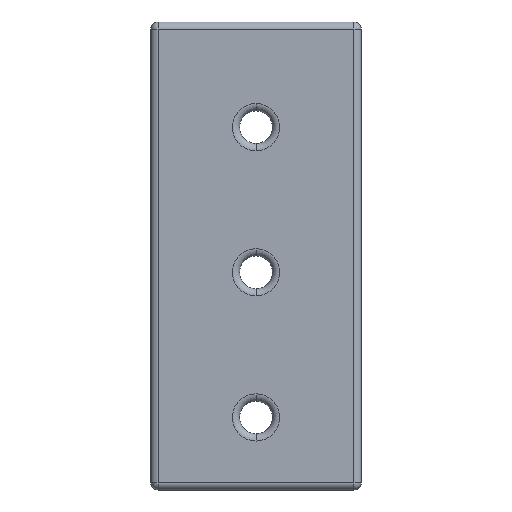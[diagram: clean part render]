
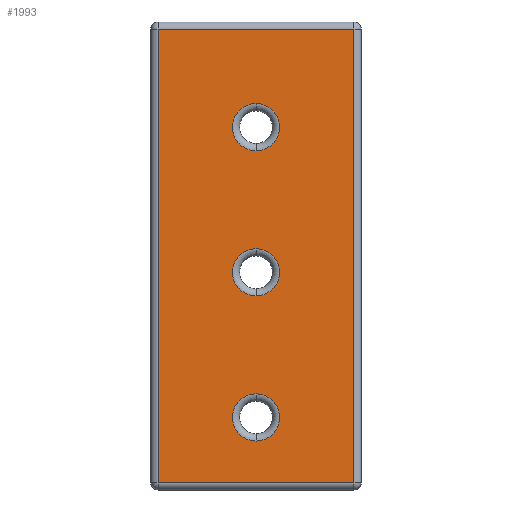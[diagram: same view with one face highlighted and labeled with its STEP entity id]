
A CAD part, front view. The second image highlights one B-rep face of the part: STEP entity #1993.
In plain terms, the highlighted planar face has unit normal (0, -1, 0).
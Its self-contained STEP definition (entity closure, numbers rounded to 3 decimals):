
#15 = ORIENTED_EDGE ( 'NONE', *, *, #2357, .T. ) ;
#31 = DIRECTION ( 'NONE',  ( 0., 0., 1. ) ) ;
#104 = CARTESIAN_POINT ( 'NONE',  ( -10., -4.5, -30. ) ) ;
#112 = CIRCLE ( 'NONE', #2783, 3.25 ) ;
#122 = DIRECTION ( 'NONE',  ( 0., 0., 1. ) ) ;
#139 = CARTESIAN_POINT ( 'NONE',  ( -10., -4.5, -10. ) ) ;
#140 = CARTESIAN_POINT ( 'NONE',  ( -10., -4.5, -13.25 ) ) ;
#195 = DIRECTION ( 'NONE',  ( 0., 0., -1. ) ) ;
#253 = VERTEX_POINT ( 'NONE', #140 ) ;
#308 = EDGE_CURVE ( 'NONE', #1881, #253, #687, .T. ) ;
#359 = DIRECTION ( 'NONE',  ( 0., 0., 1. ) ) ;
#362 = DIRECTION ( 'NONE',  ( 0., 1., 0. ) ) ;
#377 = DIRECTION ( 'NONE',  ( 0., 1., 0. ) ) ;
#482 = CARTESIAN_POINT ( 'NONE',  ( 3.5, -4.5, -59. ) ) ;
#499 = VECTOR ( 'NONE', #3198, 1000. ) ;
#544 = CARTESIAN_POINT ( 'NONE',  ( 3.5, -4.5, 3.5 ) ) ;
#604 = CARTESIAN_POINT ( 'NONE',  ( 0., -4.5, 0. ) ) ;
#616 = DIRECTION ( 'NONE',  ( 0., 0., 1. ) ) ;
#622 = CARTESIAN_POINT ( 'NONE',  ( -10., -4.5, -26.75 ) ) ;
#637 = CARTESIAN_POINT ( 'NONE',  ( 3.5, -4.5, 0. ) ) ;
#672 = LINE ( 'NONE', #3107, #1978 ) ;
#687 = CIRCLE ( 'NONE', #3226, 3.25 ) ;
#697 = CARTESIAN_POINT ( 'NONE',  ( -10., -4.5, -53.25 ) ) ;
#725 = VERTEX_POINT ( 'NONE', #697 ) ;
#733 = CARTESIAN_POINT ( 'NONE',  ( -10., -4.5, -50. ) ) ;
#783 = EDGE_CURVE ( 'NONE', #1616, #2730, #2751, .T. ) ;
#803 = FACE_BOUND ( 'NONE', #3284, .T. ) ;
#871 = DIRECTION ( 'NONE',  ( 0., 0., 1. ) ) ;
#894 = CARTESIAN_POINT ( 'NONE',  ( -10., -4.5, -10. ) ) ;
#1112 = VERTEX_POINT ( 'NONE', #544 ) ;
#1116 = ORIENTED_EDGE ( 'NONE', *, *, #2865, .T. ) ;
#1164 = ORIENTED_EDGE ( 'NONE', *, *, #1583, .T. ) ;
#1173 = ORIENTED_EDGE ( 'NONE', *, *, #3189, .T. ) ;
#1176 = AXIS2_PLACEMENT_3D ( 'NONE', #604, #362, #616 ) ;
#1189 = AXIS2_PLACEMENT_3D ( 'NONE', #733, #2879, #2892 ) ;
#1203 = LINE ( 'NONE', #1224, #499 ) ;
#1224 = CARTESIAN_POINT ( 'NONE',  ( 0., -4.5, 3.5 ) ) ;
#1277 = CIRCLE ( 'NONE', #1434, 3.25 ) ;
#1299 = AXIS2_PLACEMENT_3D ( 'NONE', #894, #377, #871 ) ;
#1308 = EDGE_LOOP ( 'NONE', ( #15, #1590 ) ) ;
#1315 = EDGE_CURVE ( 'NONE', #2921, #725, #2949, .T. ) ;
#1363 = VECTOR ( 'NONE', #122, 1000. ) ;
#1422 = CARTESIAN_POINT ( 'NONE',  ( -10., -4.5, -6.75 ) ) ;
#1434 = AXIS2_PLACEMENT_3D ( 'NONE', #3119, #1576, #31 ) ;
#1437 = DIRECTION ( 'NONE',  ( 0., 1., 0. ) ) ;
#1444 = LINE ( 'NONE', #637, #1363 ) ;
#1488 = CIRCLE ( 'NONE', #2227, 3.25 ) ;
#1576 = DIRECTION ( 'NONE',  ( 0., 1., 0. ) ) ;
#1583 = EDGE_CURVE ( 'NONE', #253, #1881, #1600, .T. ) ;
#1590 = ORIENTED_EDGE ( 'NONE', *, *, #3208, .T. ) ;
#1600 = CIRCLE ( 'NONE', #1299, 3.25 ) ;
#1616 = VERTEX_POINT ( 'NONE', #2520 ) ;
#1625 = EDGE_LOOP ( 'NONE', ( #1173, #2790, #1792, #2775 ) ) ;
#1712 = VERTEX_POINT ( 'NONE', #3166 ) ;
#1714 = EDGE_CURVE ( 'NONE', #1112, #1616, #1203, .T. ) ;
#1792 = ORIENTED_EDGE ( 'NONE', *, *, #1714, .T. ) ;
#1881 = VERTEX_POINT ( 'NONE', #1422 ) ;
#1913 = DIRECTION ( 'NONE',  ( 0., 1., 0. ) ) ;
#1937 = ORIENTED_EDGE ( 'NONE', *, *, #308, .T. ) ;
#1978 = VECTOR ( 'NONE', #2600, 1000. ) ;
#1987 = VECTOR ( 'NONE', #195, 1000. ) ;
#1993 = ADVANCED_FACE ( 'NONE', ( #2952, #2867, #803, #2199 ), #2404, .F. ) ;
#2176 = ORIENTED_EDGE ( 'NONE', *, *, #1315, .T. ) ;
#2199 = FACE_BOUND ( 'NONE', #1308, .T. ) ;
#2221 = CARTESIAN_POINT ( 'NONE',  ( -23.5, -4.5, -59. ) ) ;
#2227 = AXIS2_PLACEMENT_3D ( 'NONE', #104, #1913, #359 ) ;
#2228 = DIRECTION ( 'NONE',  ( 0., 1., 0. ) ) ;
#2357 = EDGE_CURVE ( 'NONE', #2594, #1712, #1488, .T. ) ;
#2404 = PLANE ( 'NONE',  #1176 ) ;
#2520 = CARTESIAN_POINT ( 'NONE',  ( -23.5, -4.5, 3.5 ) ) ;
#2594 = VERTEX_POINT ( 'NONE', #622 ) ;
#2600 = DIRECTION ( 'NONE',  ( 1., 0., 0. ) ) ;
#2655 = EDGE_CURVE ( 'NONE', #3063, #1112, #1444, .T. ) ;
#2730 = VERTEX_POINT ( 'NONE', #2221 ) ;
#2739 = CARTESIAN_POINT ( 'NONE',  ( -10., -4.5, -46.75 ) ) ;
#2751 = LINE ( 'NONE', #3314, #1987 ) ;
#2752 = DIRECTION ( 'NONE',  ( 0., 0., 1. ) ) ;
#2775 = ORIENTED_EDGE ( 'NONE', *, *, #783, .T. ) ;
#2783 = AXIS2_PLACEMENT_3D ( 'NONE', #2988, #1437, #3235 ) ;
#2790 = ORIENTED_EDGE ( 'NONE', *, *, #2655, .T. ) ;
#2865 = EDGE_CURVE ( 'NONE', #725, #2921, #112, .T. ) ;
#2867 = FACE_BOUND ( 'NONE', #3123, .T. ) ;
#2879 = DIRECTION ( 'NONE',  ( 0., 1., 0. ) ) ;
#2892 = DIRECTION ( 'NONE',  ( 0., 0., 1. ) ) ;
#2921 = VERTEX_POINT ( 'NONE', #2739 ) ;
#2949 = CIRCLE ( 'NONE', #1189, 3.25 ) ;
#2952 = FACE_OUTER_BOUND ( 'NONE', #1625, .T. ) ;
#2988 = CARTESIAN_POINT ( 'NONE',  ( -10., -4.5, -50. ) ) ;
#3063 = VERTEX_POINT ( 'NONE', #482 ) ;
#3107 = CARTESIAN_POINT ( 'NONE',  ( 0., -4.5, -59. ) ) ;
#3119 = CARTESIAN_POINT ( 'NONE',  ( -10., -4.5, -30. ) ) ;
#3123 = EDGE_LOOP ( 'NONE', ( #2176, #1116 ) ) ;
#3166 = CARTESIAN_POINT ( 'NONE',  ( -10., -4.5, -33.25 ) ) ;
#3189 = EDGE_CURVE ( 'NONE', #2730, #3063, #672, .T. ) ;
#3198 = DIRECTION ( 'NONE',  ( -1., 0., 0. ) ) ;
#3208 = EDGE_CURVE ( 'NONE', #1712, #2594, #1277, .T. ) ;
#3226 = AXIS2_PLACEMENT_3D ( 'NONE', #139, #2228, #2752 ) ;
#3235 = DIRECTION ( 'NONE',  ( 0., 0., 1. ) ) ;
#3284 = EDGE_LOOP ( 'NONE', ( #1937, #1164 ) ) ;
#3314 = CARTESIAN_POINT ( 'NONE',  ( -23.5, -4.5, 0. ) ) ;
